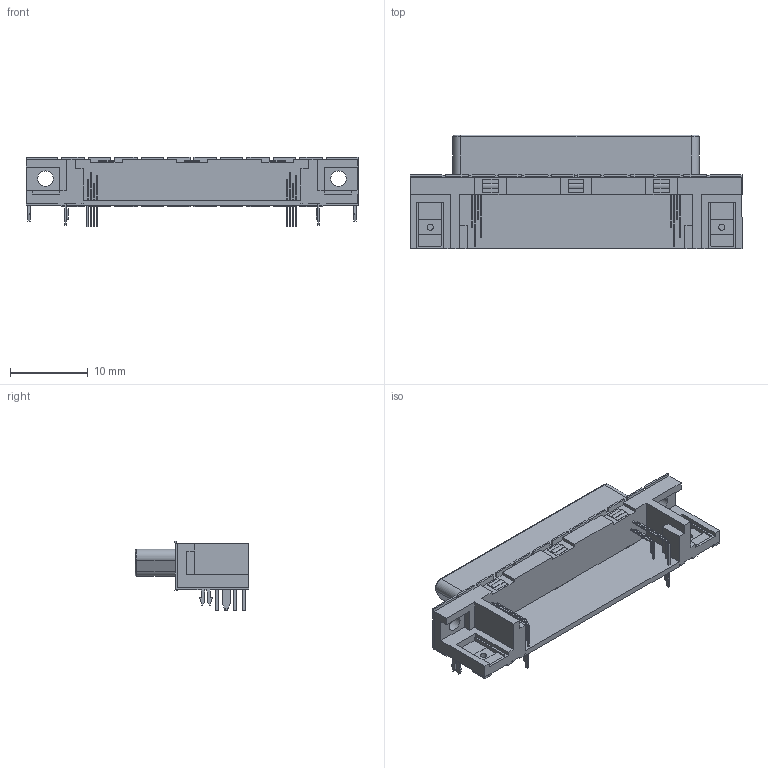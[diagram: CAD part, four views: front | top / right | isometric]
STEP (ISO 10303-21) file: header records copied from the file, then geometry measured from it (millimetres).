
FILE_DESCRIPTION((''),'2;1');
FILE_NAME('MOLEX_71430-0012.stp','2014-02-04T09:14:03',(''),(''),'Mechanical Desktop 2011','Mechanical Desktop 2011',', , ');
FILE_SCHEMA(('AUTOMOTIVE_DESIGN { 1 2 10303 214 1 1 1 1 }'));
Length unit declared in the file: millimetre
Products named in the file (1): Product
Bounding box: 42.7 x 14.65 x 8.99 mm (x, y, z)
Volume: 1321.1 mm3; surface area: 4005.6 mm2
Topology: 90 solids, 90 shells, 954 faces, 2264 edges, 1494 vertices
Faces by surface type: plane 698, cylinder 148, bspline 104, torus 4
Entity records: 27146 total; most frequent: CARTESIAN_POINT 5025, ORIENTED_EDGE 4528, DIRECTION 4262, EDGE_CURVE 2264, VECTOR 1968, LINE 1968, VERTEX_POINT 1494, AXIS2_PLACEMENT_3D 1147
